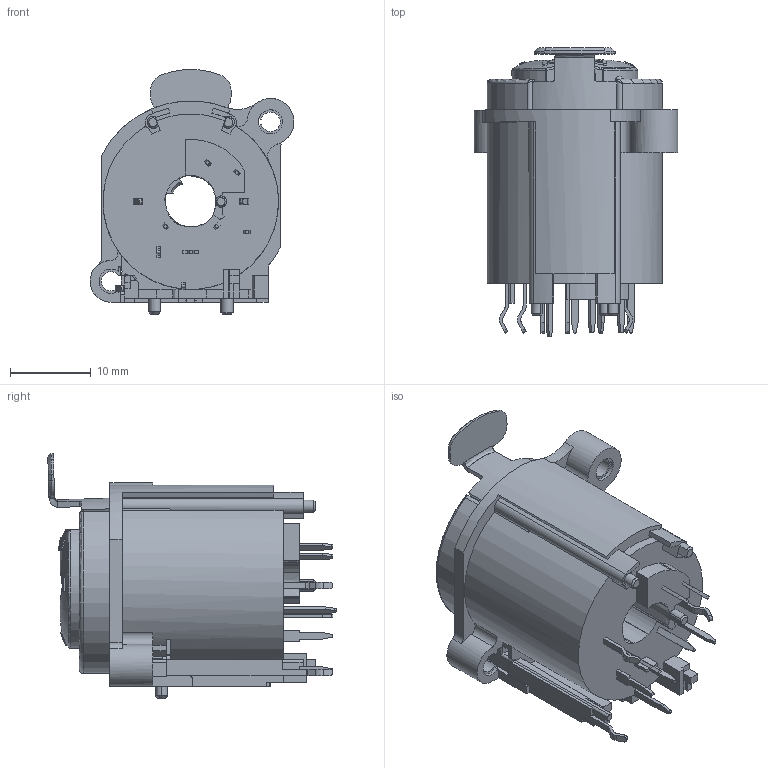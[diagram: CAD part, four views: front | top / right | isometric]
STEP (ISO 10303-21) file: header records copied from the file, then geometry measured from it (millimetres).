
FILE_DESCRIPTION((''),'2;1');
FILE_NAME('PRT0045_1','2020-06-30T',('zyj'),(''),'PRO/ENGINEER BY PARAMETRIC TECHNOLOGY CORPORATION, 2013040','PRO/ENGINEER BY PARAMETRIC TECHNOLOGY CORPORATION, 2013040','');
FILE_SCHEMA(('CONFIG_CONTROL_DESIGN','SHAPE_APPEARANCE_LAYERS_GROUPS'));
Length unit declared in the file: millimetre
Products named in the file (1): PRT0045_1
Bounding box: 25.3 x 35.81 x 30.38 mm (x, y, z)
Volume: 8409.8 mm3; surface area: 7091.1 mm2
Topology: 2 solids, 5 shells, 942 faces, 2737 edges, 1817 vertices
Faces by surface type: plane 637, cylinder 147, extrusion 57, bspline 49, cone 29, torus 18, sphere 5
Entity records: 34940 total; most frequent: CARTESIAN_POINT 10796, ORIENTED_EDGE 5460, DIRECTION 4325, EDGE_CURVE 2730, VERTEX_POINT 1817, VECTOR 1775, LINE 1718, AXIS2_PLACEMENT_3D 1275
